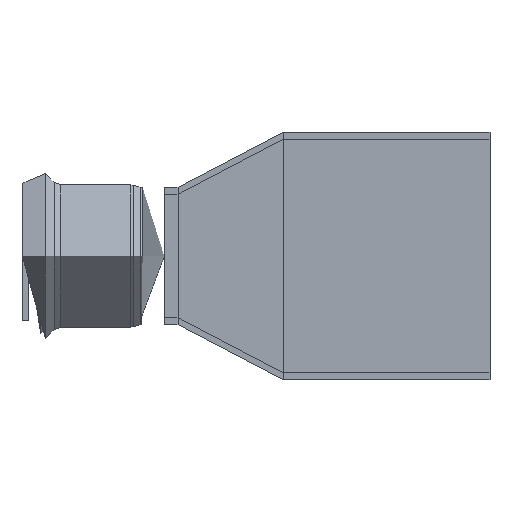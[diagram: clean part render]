
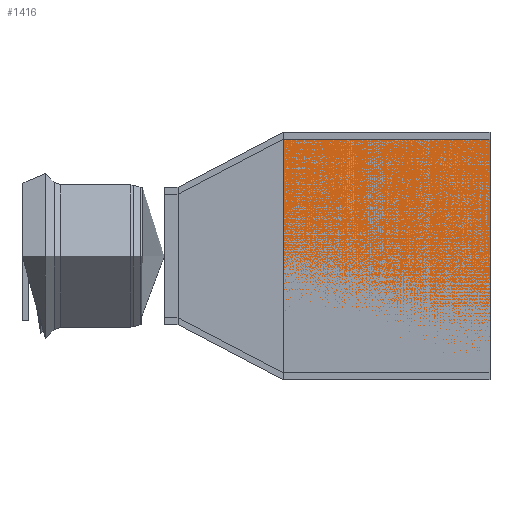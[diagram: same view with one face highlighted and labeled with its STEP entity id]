
A CAD part, top view. The second image highlights one B-rep face of the part: STEP entity #1416.
In plain terms, the highlighted free-form (B-spline) face has degree [1, 2] with [2, 9] control points.
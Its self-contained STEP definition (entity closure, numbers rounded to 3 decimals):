
#1372 = VERTEX_POINT('',#1373);
#1373 = CARTESIAN_POINT('',(-23.,-25.5,0.));
#1378 = EDGE_CURVE('',#1379,#1372,#1381,.T.);
#1379 = VERTEX_POINT('',#1380);
#1380 = CARTESIAN_POINT('',(-23.,25.5,0.));
#1381 = ( BOUNDED_CURVE() B_SPLINE_CURVE(2,(#1382,#1383,#1384,#1385,
#1386),.UNSPECIFIED.,.F.,.F.) B_SPLINE_CURVE_WITH_KNOTS((3,2,3),(0.,
1.571,3.142),.UNSPECIFIED.) CURVE() 
GEOMETRIC_REPRESENTATION_ITEM() RATIONAL_B_SPLINE_CURVE((1.,
0.707,1.,0.707,1.)) REPRESENTATION_ITEM('') );
#1382 = CARTESIAN_POINT('',(-23.,25.5,0.));
#1383 = CARTESIAN_POINT('',(-23.,25.5,25.5));
#1384 = CARTESIAN_POINT('',(-23.,0.,25.5));
#1385 = CARTESIAN_POINT('',(-23.,-25.5,25.5));
#1386 = CARTESIAN_POINT('',(-23.,-25.5,0.));
#1388 = EDGE_CURVE('',#1372,#1379,#1389,.T.);
#1389 = ( BOUNDED_CURVE() B_SPLINE_CURVE(2,(#1390,#1391,#1392,#1393,
#1394),.UNSPECIFIED.,.F.,.F.) B_SPLINE_CURVE_WITH_KNOTS((3,2,3),(
    3.142,4.712,6.283),
.PIECEWISE_BEZIER_KNOTS.) CURVE() GEOMETRIC_REPRESENTATION_ITEM() 
RATIONAL_B_SPLINE_CURVE((1.,0.707,1.,0.707,1.)) 
REPRESENTATION_ITEM('') );
#1390 = CARTESIAN_POINT('',(-23.,-25.5,0.));
#1391 = CARTESIAN_POINT('',(-23.,-25.5,-25.5));
#1392 = CARTESIAN_POINT('',(-23.,0.,-25.5));
#1393 = CARTESIAN_POINT('',(-23.,25.5,-25.5));
#1394 = CARTESIAN_POINT('',(-23.,25.5,0.));
#1416 = ADVANCED_FACE('',(#1417),#1447,.T.);
#1417 = FACE_BOUND('',#1418,.T.);
#1418 = EDGE_LOOP('',(#1419,#1420,#1427,#1437,#1445,#1446));
#1419 = ORIENTED_EDGE('',*,*,#1378,.T.);
#1420 = ORIENTED_EDGE('',*,*,#1421,.T.);
#1421 = EDGE_CURVE('',#1372,#1422,#1424,.T.);
#1422 = VERTEX_POINT('',#1423);
#1423 = CARTESIAN_POINT('',(-68.,-25.5,0.));
#1424 = B_SPLINE_CURVE_WITH_KNOTS('',1,(#1425,#1426),.UNSPECIFIED.,.F.,
  .F.,(2,2),(-0.882,0.882),.PIECEWISE_BEZIER_KNOTS.);
#1425 = CARTESIAN_POINT('',(-23.,-25.5,0.));
#1426 = CARTESIAN_POINT('',(-68.,-25.5,0.));
#1427 = ORIENTED_EDGE('',*,*,#1428,.F.);
#1428 = EDGE_CURVE('',#1429,#1422,#1431,.T.);
#1429 = VERTEX_POINT('',#1430);
#1430 = CARTESIAN_POINT('',(-68.,25.5,0.));
#1431 = ( BOUNDED_CURVE() B_SPLINE_CURVE(2,(#1432,#1433,#1434,#1435,
#1436),.UNSPECIFIED.,.F.,.F.) B_SPLINE_CURVE_WITH_KNOTS((3,2,3),(0.,
1.571,3.142),.UNSPECIFIED.) CURVE() 
GEOMETRIC_REPRESENTATION_ITEM() RATIONAL_B_SPLINE_CURVE((1.,
0.707,1.,0.707,1.)) REPRESENTATION_ITEM('') );
#1432 = CARTESIAN_POINT('',(-68.,25.5,0.));
#1433 = CARTESIAN_POINT('',(-68.,25.5,25.5));
#1434 = CARTESIAN_POINT('',(-68.,0.,25.5));
#1435 = CARTESIAN_POINT('',(-68.,-25.5,25.5));
#1436 = CARTESIAN_POINT('',(-68.,-25.5,0.));
#1437 = ORIENTED_EDGE('',*,*,#1438,.F.);
#1438 = EDGE_CURVE('',#1422,#1429,#1439,.T.);
#1439 = ( BOUNDED_CURVE() B_SPLINE_CURVE(2,(#1440,#1441,#1442,#1443,
#1444),.UNSPECIFIED.,.F.,.F.) B_SPLINE_CURVE_WITH_KNOTS((3,2,3),(
    3.142,4.712,6.283),
.PIECEWISE_BEZIER_KNOTS.) CURVE() GEOMETRIC_REPRESENTATION_ITEM() 
RATIONAL_B_SPLINE_CURVE((1.,0.707,1.,0.707,1.)) 
REPRESENTATION_ITEM('') );
#1440 = CARTESIAN_POINT('',(-68.,-25.5,0.));
#1441 = CARTESIAN_POINT('',(-68.,-25.5,-25.5));
#1442 = CARTESIAN_POINT('',(-68.,0.,-25.5));
#1443 = CARTESIAN_POINT('',(-68.,25.5,-25.5));
#1444 = CARTESIAN_POINT('',(-68.,25.5,0.));
#1445 = ORIENTED_EDGE('',*,*,#1421,.F.);
#1446 = ORIENTED_EDGE('',*,*,#1388,.T.);
#1447 = ( BOUNDED_SURFACE() B_SPLINE_SURFACE(1,2,(
    (#1448,#1449,#1450,#1451,#1452,#1453,#1454,#1455,#1456)
    ,(#1457,#1458,#1459,#1460,#1461,#1462,#1463,#1464,#1465
)),.UNSPECIFIED.,.F.,.T.,.F.) B_SPLINE_SURFACE_WITH_KNOTS((2,2),(1,2,2,2
    ,2,2,1),(-0.882,0.882),(-4.712,
    -3.142,-1.571,0.,1.571,3.142,
4.712),.UNSPECIFIED.) GEOMETRIC_REPRESENTATION_ITEM() 
RATIONAL_B_SPLINE_SURFACE((
    (1.,0.707,1.,0.707,1.,0.707,1.
      ,0.707,1.)
    ,(1.,0.707,1.,0.707,1.,0.707,1.
,0.707,1.))) REPRESENTATION_ITEM('') SURFACE() );
#1448 = CARTESIAN_POINT('',(-68.,-25.5,0.));
#1449 = CARTESIAN_POINT('',(-68.,-25.5,-25.5));
#1450 = CARTESIAN_POINT('',(-68.,0.,-25.5));
#1451 = CARTESIAN_POINT('',(-68.,25.5,-25.5));
#1452 = CARTESIAN_POINT('',(-68.,25.5,0.));
#1453 = CARTESIAN_POINT('',(-68.,25.5,25.5));
#1454 = CARTESIAN_POINT('',(-68.,0.,25.5));
#1455 = CARTESIAN_POINT('',(-68.,-25.5,25.5));
#1456 = CARTESIAN_POINT('',(-68.,-25.5,0.));
#1457 = CARTESIAN_POINT('',(-23.,-25.5,0.));
#1458 = CARTESIAN_POINT('',(-23.,-25.5,-25.5));
#1459 = CARTESIAN_POINT('',(-23.,0.,-25.5));
#1460 = CARTESIAN_POINT('',(-23.,25.5,-25.5));
#1461 = CARTESIAN_POINT('',(-23.,25.5,0.));
#1462 = CARTESIAN_POINT('',(-23.,25.5,25.5));
#1463 = CARTESIAN_POINT('',(-23.,0.,25.5));
#1464 = CARTESIAN_POINT('',(-23.,-25.5,25.5));
#1465 = CARTESIAN_POINT('',(-23.,-25.5,0.));
